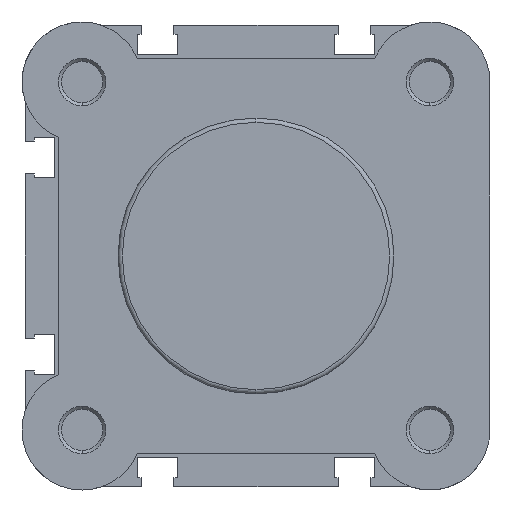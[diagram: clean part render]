
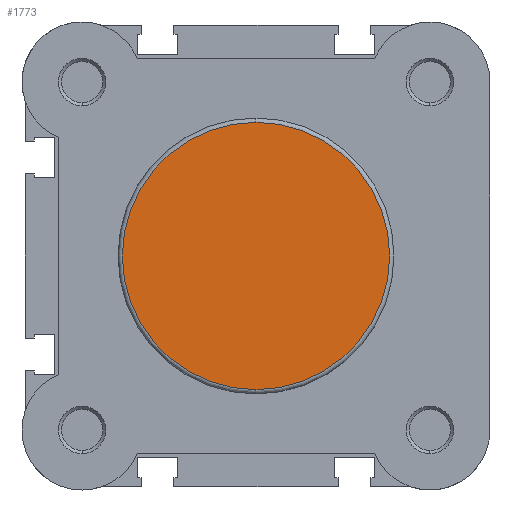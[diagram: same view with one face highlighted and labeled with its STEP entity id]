
A CAD part, left-side view. The second image highlights one B-rep face of the part: STEP entity #1773.
In plain terms, the highlighted planar face has unit normal (-1, 0, 0).
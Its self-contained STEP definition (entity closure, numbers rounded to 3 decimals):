
#125 = VERTEX_POINT ( 'NONE', #218 ) ;
#218 = CARTESIAN_POINT ( 'NONE',  ( 0., 0., -21.7 ) ) ;
#525 = CARTESIAN_POINT ( 'NONE',  ( 0., 0., 21.7 ) ) ;
#562 = VERTEX_POINT ( 'NONE', #525 ) ;
#648 = CARTESIAN_POINT ( 'NONE',  ( 0., 22.4, 0. ) ) ;
#769 = DIRECTION ( 'NONE',  ( 0., 0., -1. ) ) ;
#806 = PLANE ( 'NONE',  #2496 ) ;
#908 = DIRECTION ( 'NONE',  ( 1., 0., 0. ) ) ;
#994 = AXIS2_PLACEMENT_3D ( 'NONE', #1360, #1361, #1362 ) ;
#1026 = AXIS2_PLACEMENT_3D ( 'NONE', #1503, #1510, #1511 ) ;
#1360 = CARTESIAN_POINT ( 'NONE',  ( 0., 0., 0. ) ) ;
#1361 = DIRECTION ( 'NONE',  ( -1., 0., 0. ) ) ;
#1362 = DIRECTION ( 'NONE',  ( 0., 0., -1. ) ) ;
#1503 = CARTESIAN_POINT ( 'NONE',  ( 0., 0., 0. ) ) ;
#1510 = DIRECTION ( 'NONE',  ( -1., 0., 0. ) ) ;
#1511 = DIRECTION ( 'NONE',  ( 0., 0., -1. ) ) ;
#1773 = ADVANCED_FACE ( 'NONE', ( #6234 ), #806, .F. ) ;
#2393 = EDGE_CURVE ( 'NONE', #562, #125, #4867, .T. ) ;
#2451 = EDGE_CURVE ( 'NONE', #125, #562, #4949, .T. ) ;
#2496 = AXIS2_PLACEMENT_3D ( 'NONE', #648, #908, #769 ) ;
#4867 = CIRCLE ( 'NONE', #994, 21.7 ) ;
#4949 = CIRCLE ( 'NONE', #1026, 21.7 ) ;
#6181 = EDGE_LOOP ( 'NONE', ( #6376, #6425 ) ) ;
#6234 = FACE_OUTER_BOUND ( 'NONE', #6181, .T. ) ;
#6376 = ORIENTED_EDGE ( 'NONE', *, *, #2451, .T. ) ;
#6425 = ORIENTED_EDGE ( 'NONE', *, *, #2393, .T. ) ;
